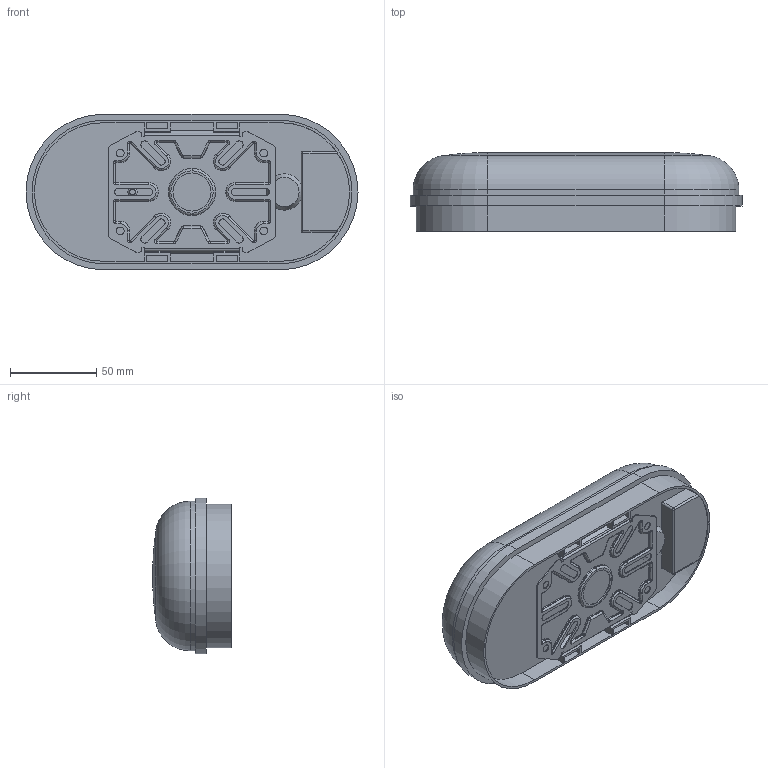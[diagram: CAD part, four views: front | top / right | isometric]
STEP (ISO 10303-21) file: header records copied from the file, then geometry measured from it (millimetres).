
FILE_DESCRIPTION (( 'STEP AP203' ), '1' );
FILE_NAME ('ÄÏÎ-2005-Â 12Âò 4000Ê IP65 EKF PROxima (BKL-2005-V-12-4000).STEP', '2022-01-17T07:01:41', ( '' ), ( '' ), 'SwSTEP 2.0', 'SolidWorks 2021', '' );
FILE_SCHEMA (( 'CONFIG_CONTROL_DESIGN' ));
Length unit declared in the file: millimetre
Products named in the file (1): ÄÏÎ-2005-Â 12Âò 4000Ê IP65 EKF PROxima (BKL-2005-V-12-4000)
Bounding box: 192 x 45.5 x 90 mm (x, y, z)
Volume: 185188.8 mm3; surface area: 109119.4 mm2
Topology: 3 solids, 3 shells, 703 faces, 1712 edges, 1010 vertices
Faces by surface type: cylinder 317, plane 204, torus 162, bspline 16, cone 2, sphere 2
Entity records: 20829 total; most frequent: CARTESIAN_POINT 3953, DIRECTION 3824, ORIENTED_EDGE 3388, EDGE_CURVE 1694, AXIS2_PLACEMENT_3D 1477, VERTEX_POINT 1010, VECTOR 870, LINE 870
